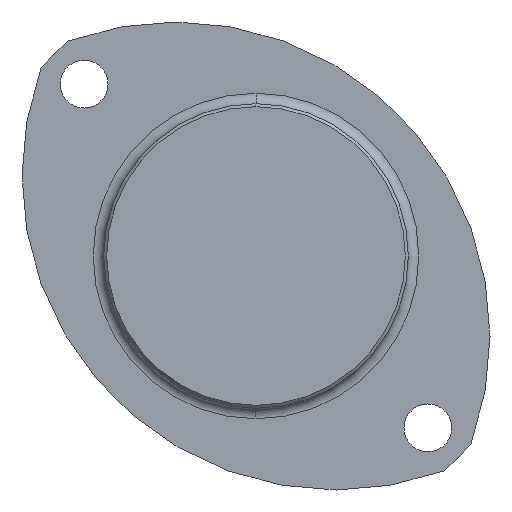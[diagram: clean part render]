
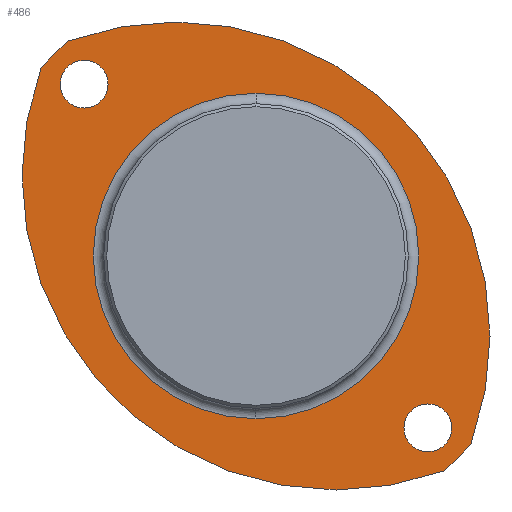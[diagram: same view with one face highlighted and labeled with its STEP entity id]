
A CAD part, front view. The second image highlights one B-rep face of the part: STEP entity #486.
In plain terms, the highlighted planar face has unit normal (0, -1, 0).
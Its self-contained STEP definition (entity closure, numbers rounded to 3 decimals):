
#6=CARTESIAN_POINT('',(5.356,-1.11,5.356));
#7=DIRECTION('',(0.,1.,0.));
#8=DIRECTION('',(0.342,0.,-0.94));
#9=AXIS2_PLACEMENT_3D('',#6,#7,#8);
#11=CARTESIAN_POINT('',(0.,-1.11,0.));
#12=DIRECTION('',(0.,1.,0.));
#13=DIRECTION('',(-0.754,0.,0.657));
#14=AXIS2_PLACEMENT_3D('',#11,#12,#13);
#16=CARTESIAN_POINT('',(-5.356,-1.11,-5.356));
#17=DIRECTION('',(0.,1.,0.));
#18=DIRECTION('',(-0.342,0.,0.94));
#19=AXIS2_PLACEMENT_3D('',#16,#17,#18);
#21=CARTESIAN_POINT('',(0.,-1.11,0.));
#22=DIRECTION('',(0.,1.,0.));
#23=DIRECTION('',(0.754,0.,-0.657));
#24=AXIS2_PLACEMENT_3D('',#21,#22,#23);
#26=CARTESIAN_POINT('',(11.49,-1.11,-11.49));
#27=DIRECTION('',(0.,1.,0.));
#28=DIRECTION('',(1.,0.,0.));
#29=AXIS2_PLACEMENT_3D('',#26,#27,#28);
#31=CARTESIAN_POINT('',(11.49,-1.11,-11.49));
#32=DIRECTION('',(0.,1.,0.));
#33=DIRECTION('',(-1.,0.,0.));
#34=AXIS2_PLACEMENT_3D('',#31,#32,#33);
#36=CARTESIAN_POINT('',(-11.49,-1.11,11.49));
#37=DIRECTION('',(0.,1.,0.));
#38=DIRECTION('',(1.,0.,0.));
#39=AXIS2_PLACEMENT_3D('',#36,#37,#38);
#41=CARTESIAN_POINT('',(-11.49,-1.11,11.49));
#42=DIRECTION('',(0.,1.,0.));
#43=DIRECTION('',(-1.,0.,0.));
#44=AXIS2_PLACEMENT_3D('',#41,#42,#43);
#180=CARTESIAN_POINT('',(0.,-1.11,0.));
#181=DIRECTION('',(0.,-1.,0.));
#182=DIRECTION('',(0.,0.,1.));
#183=AXIS2_PLACEMENT_3D('',#180,#181,#182);
#195=CARTESIAN_POINT('',(0.,-1.11,0.));
#196=DIRECTION('',(0.,-1.,0.));
#197=DIRECTION('',(0.,0.,-1.));
#198=AXIS2_PLACEMENT_3D('',#195,#196,#197);
#354=CARTESIAN_POINT('',(12.534,-1.11,-14.379));
#355=CARTESIAN_POINT('',(-14.379,-1.11,12.534));
#356=VERTEX_POINT('',#354);
#357=VERTEX_POINT('',#355);
#358=CARTESIAN_POINT('',(-12.534,-1.11,14.379));
#359=VERTEX_POINT('',#358);
#360=CARTESIAN_POINT('',(14.379,-1.11,-12.534));
#361=VERTEX_POINT('',#360);
#370=CARTESIAN_POINT('',(13.09,-1.11,-11.49));
#371=CARTESIAN_POINT('',(9.89,-1.11,-11.49));
#372=VERTEX_POINT('',#370);
#373=VERTEX_POINT('',#371);
#374=CARTESIAN_POINT('',(-9.89,-1.11,11.49));
#375=CARTESIAN_POINT('',(-13.09,-1.11,11.49));
#376=VERTEX_POINT('',#374);
#377=VERTEX_POINT('',#375);
#406=CARTESIAN_POINT('',(0.,-1.11,10.88));
#407=CARTESIAN_POINT('',(0.,-1.11,-10.88));
#408=VERTEX_POINT('',#406);
#409=VERTEX_POINT('',#407);
#454=CARTESIAN_POINT('',(0.,-1.11,0.));
#455=DIRECTION('',(0.,-1.,0.));
#456=DIRECTION('',(0.,0.,1.));
#457=AXIS2_PLACEMENT_3D('',#454,#455,#456);
#458=PLANE('',#457);
#460=ORIENTED_EDGE('',*,*,#459,.T.);
#462=ORIENTED_EDGE('',*,*,#461,.T.);
#464=ORIENTED_EDGE('',*,*,#463,.T.);
#465=ORIENTED_EDGE('',*,*,#443,.T.);
#466=EDGE_LOOP('',(#460,#462,#464,#465));
#467=FACE_OUTER_BOUND('',#466,.F.);
#469=ORIENTED_EDGE('',*,*,#468,.F.);
#471=ORIENTED_EDGE('',*,*,#470,.F.);
#472=EDGE_LOOP('',(#469,#471));
#473=FACE_BOUND('',#472,.F.);
#475=ORIENTED_EDGE('',*,*,#474,.F.);
#477=ORIENTED_EDGE('',*,*,#476,.F.);
#478=EDGE_LOOP('',(#475,#477));
#479=FACE_BOUND('',#478,.F.);
#481=ORIENTED_EDGE('',*,*,#480,.T.);
#483=ORIENTED_EDGE('',*,*,#482,.T.);
#484=EDGE_LOOP('',(#481,#483));
#485=FACE_BOUND('',#484,.F.);
#486=ADVANCED_FACE('',(#467,#473,#479,#485),#458,.T.);
#10=CIRCLE('',#9,21.);
#15=CIRCLE('',#14,19.075);
#20=CIRCLE('',#19,21.);
#25=CIRCLE('',#24,19.075);
#30=CIRCLE('',#29,1.6);
#35=CIRCLE('',#34,1.6);
#40=CIRCLE('',#39,1.6);
#45=CIRCLE('',#44,1.6);
#184=CIRCLE('',#183,10.88);
#199=CIRCLE('',#198,10.88);
#443=EDGE_CURVE('',#361,#356,#25,.T.);
#459=EDGE_CURVE('',#356,#357,#10,.T.);
#461=EDGE_CURVE('',#357,#359,#15,.T.);
#463=EDGE_CURVE('',#359,#361,#20,.T.);
#468=EDGE_CURVE('',#372,#373,#30,.T.);
#470=EDGE_CURVE('',#373,#372,#35,.T.);
#474=EDGE_CURVE('',#376,#377,#40,.T.);
#476=EDGE_CURVE('',#377,#376,#45,.T.);
#480=EDGE_CURVE('',#408,#409,#184,.T.);
#482=EDGE_CURVE('',#409,#408,#199,.T.);
